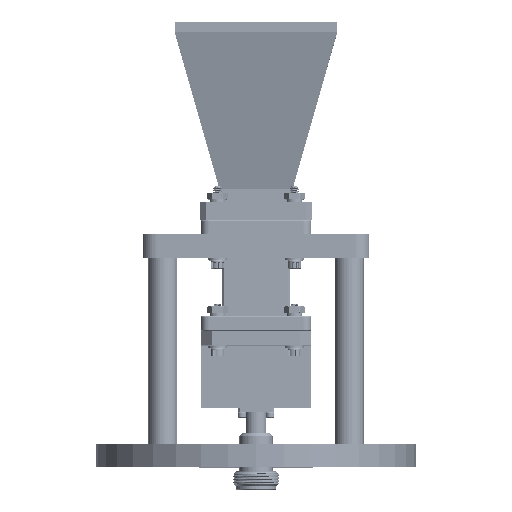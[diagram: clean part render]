
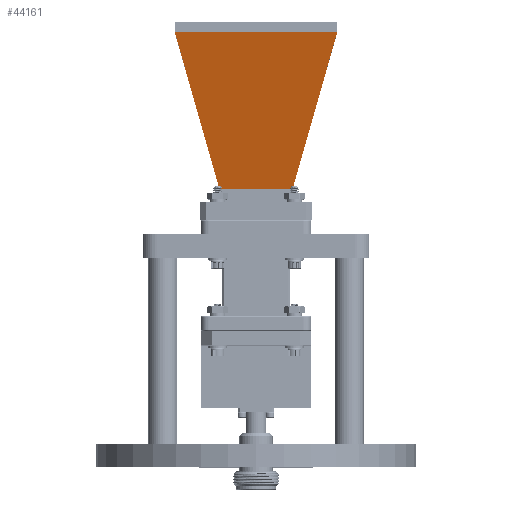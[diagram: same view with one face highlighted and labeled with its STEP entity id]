
A CAD part, top view. The second image highlights one B-rep face of the part: STEP entity #44161.
In plain terms, the highlighted face is planar.
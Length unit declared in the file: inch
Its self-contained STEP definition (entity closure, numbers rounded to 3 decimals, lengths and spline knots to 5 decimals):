
#751 = LINE ( 'NONE', #20263, #17031 ) ;
#928 = VECTOR ( 'NONE', #31277, 39.37008 ) ;
#1716 = CARTESIAN_POINT ( 'NONE',  ( -0.82126, 0., 4.08818 ) ) ;
#2002 = DIRECTION ( 'NONE',  ( -0.972, 0., -0.235 ) ) ;
#4487 = VERTEX_POINT ( 'NONE', #35820 ) ;
#6253 = EDGE_CURVE ( 'NONE', #34059, #4487, #23740, .T. ) ;
#6524 = VERTEX_POINT ( 'NONE', #42364 ) ;
#8739 = CARTESIAN_POINT ( 'NONE',  ( -0.30561, 0.4938, 1.95443 ) ) ;
#12586 = DIRECTION ( 'NONE',  ( 0., 1., 0. ) ) ;
#14523 = DIRECTION ( 'NONE',  ( 0.235, 0., -0.972 ) ) ;
#15204 = EDGE_CURVE ( 'NONE', #6524, #61698, #52125, .T. ) ;
#17031 = VECTOR ( 'NONE', #24913, 39.37008 ) ;
#17936 = VECTOR ( 'NONE', #12586, 39.37008 ) ;
#18674 = LINE ( 'NONE', #53423, #40155 ) ;
#19817 = LINE ( 'NONE', #55559, #25070 ) ;
#20263 = CARTESIAN_POINT ( 'NONE',  ( -0.30561, 0., 1.95443 ) ) ;
#20681 = ORIENTED_EDGE ( 'NONE', *, *, #15204, .T. ) ;
#20779 = CARTESIAN_POINT ( 'NONE',  ( -0.81938, -1.09969, 4.08036 ) ) ;
#22167 = CARTESIAN_POINT ( 'NONE',  ( -0.57418, 0., 3.06576 ) ) ;
#23740 = LINE ( 'NONE', #43903, #58864 ) ;
#24913 = DIRECTION ( 'NONE',  ( 0., -1., 0. ) ) ;
#25070 = VECTOR ( 'NONE', #14523, 39.37008 ) ;
#26092 = EDGE_CURVE ( 'NONE', #4487, #61708, #36749, .T. ) ;
#27776 = PLANE ( 'NONE',  #48922 ) ;
#30059 = ORIENTED_EDGE ( 'NONE', *, *, #62405, .T. ) ;
#30107 = EDGE_CURVE ( 'NONE', #61698, #51368, #751, .T. ) ;
#31277 = DIRECTION ( 'NONE',  ( 0.226, -0.267, -0.937 ) ) ;
#31479 = ORIENTED_EDGE ( 'NONE', *, *, #26092, .T. ) ;
#33221 = CARTESIAN_POINT ( 'NONE',  ( -0.82126, 1.09969, 4.08818 ) ) ;
#33551 = DIRECTION ( 'NONE',  ( -0.226, -0.267, 0.937 ) ) ;
#34059 = VERTEX_POINT ( 'NONE', #20779 ) ;
#35820 = CARTESIAN_POINT ( 'NONE',  ( -0.82126, -1.09969, 4.08818 ) ) ;
#36749 = LINE ( 'NONE', #1716, #17936 ) ;
#40155 = VECTOR ( 'NONE', #33551, 39.37008 ) ;
#40628 = ORIENTED_EDGE ( 'NONE', *, *, #30107, .T. ) ;
#41556 = CARTESIAN_POINT ( 'NONE',  ( -0.30561, -0.4938, 1.95443 ) ) ;
#42364 = CARTESIAN_POINT ( 'NONE',  ( -0.81938, 1.09969, 4.08036 ) ) ;
#43003 = FACE_OUTER_BOUND ( 'NONE', #58145, .T. ) ;
#43903 = CARTESIAN_POINT ( 'NONE',  ( -0.81938, -1.09969, 4.08036 ) ) ;
#44161 = ADVANCED_FACE ( 'NONE', ( #43003 ), #27776, .T. ) ;
#45305 = ORIENTED_EDGE ( 'NONE', *, *, #50796, .T. ) ;
#47612 = ORIENTED_EDGE ( 'NONE', *, *, #6253, .T. ) ;
#48280 = DIRECTION ( 'NONE',  ( -0.235, 0., 0.972 ) ) ;
#48922 = AXIS2_PLACEMENT_3D ( 'NONE', #22167, #2002, #48280 ) ;
#50796 = EDGE_CURVE ( 'NONE', #61708, #6524, #19817, .T. ) ;
#51368 = VERTEX_POINT ( 'NONE', #41556 ) ;
#51463 = CARTESIAN_POINT ( 'NONE',  ( -0.81938, 1.09969, 4.08036 ) ) ;
#52125 = LINE ( 'NONE', #51463, #928 ) ;
#53423 = CARTESIAN_POINT ( 'NONE',  ( -0.30561, -0.4938, 1.95443 ) ) ;
#55559 = CARTESIAN_POINT ( 'NONE',  ( -0.82126, 1.09969, 4.08818 ) ) ;
#58145 = EDGE_LOOP ( 'NONE', ( #30059, #47612, #31479, #45305, #20681, #40628 ) ) ;
#58864 = VECTOR ( 'NONE', #64100, 39.37008 ) ;
#61698 = VERTEX_POINT ( 'NONE', #8739 ) ;
#61708 = VERTEX_POINT ( 'NONE', #33221 ) ;
#62405 = EDGE_CURVE ( 'NONE', #51368, #34059, #18674, .T. ) ;
#64100 = DIRECTION ( 'NONE',  ( -0.235, 0., 0.972 ) ) ;
